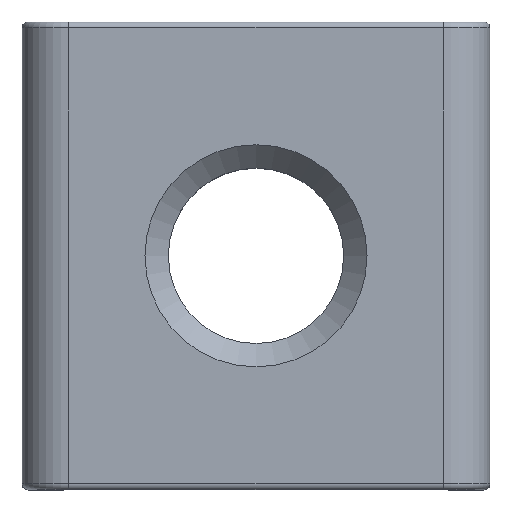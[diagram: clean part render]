
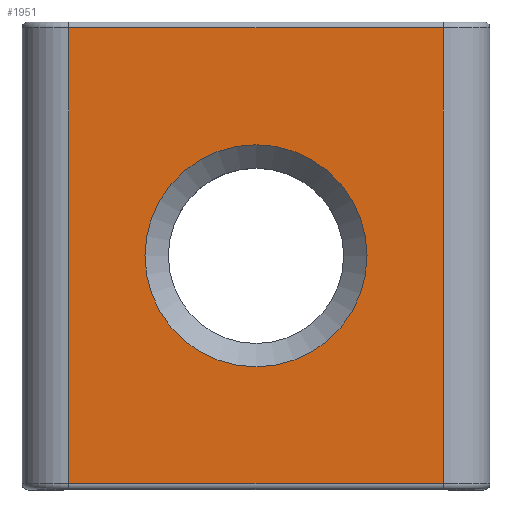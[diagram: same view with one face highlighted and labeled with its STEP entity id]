
A CAD part, top view. The second image highlights one B-rep face of the part: STEP entity #1951.
In plain terms, the highlighted planar face has unit normal (0, 0, 1).
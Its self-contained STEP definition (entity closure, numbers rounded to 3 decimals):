
#44 = CYLINDRICAL_SURFACE('',#45,0.8);
#45 = AXIS2_PLACEMENT_3D('',#46,#47,#48);
#46 = CARTESIAN_POINT('',(3.2,0.,3.4));
#47 = DIRECTION('',(0.,-1.,0.));
#48 = DIRECTION('',(1.,0.,0.));
#651 = VERTEX_POINT('',#652);
#652 = CARTESIAN_POINT('',(3.2,-0.1,4.2));
#677 = EDGE_CURVE('',#651,#678,#680,.T.);
#678 = VERTEX_POINT('',#679);
#679 = CARTESIAN_POINT('',(3.2,-7.9,4.2));
#680 = SURFACE_CURVE('',#681,(#685,#691),.PCURVE_S1.);
#681 = LINE('',#682,#683);
#682 = CARTESIAN_POINT('',(3.2,0.,4.2));
#683 = VECTOR('',#684,1.);
#684 = DIRECTION('',(0.,-1.,0.));
#685 = PCURVE('',#44,#686);
#686 = DEFINITIONAL_REPRESENTATION('',(#687),#690);
#687 = B_SPLINE_CURVE_WITH_KNOTS('',1,(#688,#689),.UNSPECIFIED.,.F.,.F.,
  (2,2),(0.1,7.9),.PIECEWISE_BEZIER_KNOTS.);
#688 = CARTESIAN_POINT('',(1.571,0.1));
#689 = CARTESIAN_POINT('',(1.571,7.9));
#690 = ( GEOMETRIC_REPRESENTATION_CONTEXT(2) 
PARAMETRIC_REPRESENTATION_CONTEXT() REPRESENTATION_CONTEXT('2D SPACE',''
  ) );
#691 = PCURVE('',#692,#697);
#692 = PLANE('',#693);
#693 = AXIS2_PLACEMENT_3D('',#694,#695,#696);
#694 = CARTESIAN_POINT('',(4.,0.,4.2));
#695 = DIRECTION('',(0.,0.,-1.));
#696 = DIRECTION('',(-1.,0.,0.));
#697 = DEFINITIONAL_REPRESENTATION('',(#698),#702);
#698 = LINE('',#699,#700);
#699 = CARTESIAN_POINT('',(0.8,0.));
#700 = VECTOR('',#701,1.);
#701 = DIRECTION('',(0.,-1.));
#702 = ( GEOMETRIC_REPRESENTATION_CONTEXT(2) 
PARAMETRIC_REPRESENTATION_CONTEXT() REPRESENTATION_CONTEXT('2D SPACE',''
  ) );
#1861 = CYLINDRICAL_SURFACE('',#1862,0.1);
#1862 = AXIS2_PLACEMENT_3D('',#1863,#1864,#1865);
#1863 = CARTESIAN_POINT('',(-3.2,-0.1,4.1));
#1864 = DIRECTION('',(1.,0.,0.));
#1865 = DIRECTION('',(0.,0.,1.));
#1916 = CYLINDRICAL_SURFACE('',#1917,0.1);
#1917 = AXIS2_PLACEMENT_3D('',#1918,#1919,#1920);
#1918 = CARTESIAN_POINT('',(3.2,-7.9,4.1));
#1919 = DIRECTION('',(-1.,-0.,0.));
#1920 = DIRECTION('',(0.,0.,1.));
#1951 = ADVANCED_FACE('',(#1952,#2024),#692,.F.);
#1952 = FACE_BOUND('',#1953,.F.);
#1953 = EDGE_LOOP('',(#1954,#1955,#1977,#2004));
#1954 = ORIENTED_EDGE('',*,*,#677,.T.);
#1955 = ORIENTED_EDGE('',*,*,#1956,.T.);
#1956 = EDGE_CURVE('',#678,#1957,#1959,.T.);
#1957 = VERTEX_POINT('',#1958);
#1958 = CARTESIAN_POINT('',(-3.2,-7.9,4.2));
#1959 = SURFACE_CURVE('',#1960,(#1964,#1971),.PCURVE_S1.);
#1960 = LINE('',#1961,#1962);
#1961 = CARTESIAN_POINT('',(3.2,-7.9,4.2));
#1962 = VECTOR('',#1963,1.);
#1963 = DIRECTION('',(-1.,-0.,0.));
#1964 = PCURVE('',#692,#1965);
#1965 = DEFINITIONAL_REPRESENTATION('',(#1966),#1970);
#1966 = LINE('',#1967,#1968);
#1967 = CARTESIAN_POINT('',(0.8,-7.9));
#1968 = VECTOR('',#1969,1.);
#1969 = DIRECTION('',(1.,0.));
#1970 = ( GEOMETRIC_REPRESENTATION_CONTEXT(2) 
PARAMETRIC_REPRESENTATION_CONTEXT() REPRESENTATION_CONTEXT('2D SPACE',''
  ) );
#1971 = PCURVE('',#1916,#1972);
#1972 = DEFINITIONAL_REPRESENTATION('',(#1973),#1976);
#1973 = B_SPLINE_CURVE_WITH_KNOTS('',1,(#1974,#1975),.UNSPECIFIED.,.F.,
  .F.,(2,2),(0.,6.4),.PIECEWISE_BEZIER_KNOTS.);
#1974 = CARTESIAN_POINT('',(0.,0.));
#1975 = CARTESIAN_POINT('',(0.,6.4));
#1976 = ( GEOMETRIC_REPRESENTATION_CONTEXT(2) 
PARAMETRIC_REPRESENTATION_CONTEXT() REPRESENTATION_CONTEXT('2D SPACE',''
  ) );
#1977 = ORIENTED_EDGE('',*,*,#1978,.F.);
#1978 = EDGE_CURVE('',#1979,#1957,#1981,.T.);
#1979 = VERTEX_POINT('',#1980);
#1980 = CARTESIAN_POINT('',(-3.2,-0.1,4.2));
#1981 = SURFACE_CURVE('',#1982,(#1986,#1993),.PCURVE_S1.);
#1982 = LINE('',#1983,#1984);
#1983 = CARTESIAN_POINT('',(-3.2,0.,4.2));
#1984 = VECTOR('',#1985,1.);
#1985 = DIRECTION('',(0.,-1.,0.));
#1986 = PCURVE('',#692,#1987);
#1987 = DEFINITIONAL_REPRESENTATION('',(#1988),#1992);
#1988 = LINE('',#1989,#1990);
#1989 = CARTESIAN_POINT('',(7.2,0.));
#1990 = VECTOR('',#1991,1.);
#1991 = DIRECTION('',(0.,-1.));
#1992 = ( GEOMETRIC_REPRESENTATION_CONTEXT(2) 
PARAMETRIC_REPRESENTATION_CONTEXT() REPRESENTATION_CONTEXT('2D SPACE',''
  ) );
#1993 = PCURVE('',#1994,#1999);
#1994 = CYLINDRICAL_SURFACE('',#1995,0.8);
#1995 = AXIS2_PLACEMENT_3D('',#1996,#1997,#1998);
#1996 = CARTESIAN_POINT('',(-3.2,0.,3.4));
#1997 = DIRECTION('',(0.,-1.,0.));
#1998 = DIRECTION('',(0.,0.,1.));
#1999 = DEFINITIONAL_REPRESENTATION('',(#2000),#2003);
#2000 = B_SPLINE_CURVE_WITH_KNOTS('',1,(#2001,#2002),.UNSPECIFIED.,.F.,
  .F.,(2,2),(0.1,7.9),.PIECEWISE_BEZIER_KNOTS.);
#2001 = CARTESIAN_POINT('',(0.,0.1));
#2002 = CARTESIAN_POINT('',(0.,7.9));
#2003 = ( GEOMETRIC_REPRESENTATION_CONTEXT(2) 
PARAMETRIC_REPRESENTATION_CONTEXT() REPRESENTATION_CONTEXT('2D SPACE',''
  ) );
#2004 = ORIENTED_EDGE('',*,*,#2005,.T.);
#2005 = EDGE_CURVE('',#1979,#651,#2006,.T.);
#2006 = SURFACE_CURVE('',#2007,(#2011,#2018),.PCURVE_S1.);
#2007 = LINE('',#2008,#2009);
#2008 = CARTESIAN_POINT('',(-3.2,-0.1,4.2));
#2009 = VECTOR('',#2010,1.);
#2010 = DIRECTION('',(1.,0.,0.));
#2011 = PCURVE('',#692,#2012);
#2012 = DEFINITIONAL_REPRESENTATION('',(#2013),#2017);
#2013 = LINE('',#2014,#2015);
#2014 = CARTESIAN_POINT('',(7.2,-0.1));
#2015 = VECTOR('',#2016,1.);
#2016 = DIRECTION('',(-1.,0.));
#2017 = ( GEOMETRIC_REPRESENTATION_CONTEXT(2) 
PARAMETRIC_REPRESENTATION_CONTEXT() REPRESENTATION_CONTEXT('2D SPACE',''
  ) );
#2018 = PCURVE('',#1861,#2019);
#2019 = DEFINITIONAL_REPRESENTATION('',(#2020),#2023);
#2020 = B_SPLINE_CURVE_WITH_KNOTS('',1,(#2021,#2022),.UNSPECIFIED.,.F.,
  .F.,(2,2),(0.,6.4),.PIECEWISE_BEZIER_KNOTS.);
#2021 = CARTESIAN_POINT('',(0.,0.));
#2022 = CARTESIAN_POINT('',(0.,6.4));
#2023 = ( GEOMETRIC_REPRESENTATION_CONTEXT(2) 
PARAMETRIC_REPRESENTATION_CONTEXT() REPRESENTATION_CONTEXT('2D SPACE',''
  ) );
#2024 = FACE_BOUND('',#2025,.F.);
#2025 = EDGE_LOOP('',(#2026));
#2026 = ORIENTED_EDGE('',*,*,#2027,.T.);
#2027 = EDGE_CURVE('',#2028,#2028,#2030,.T.);
#2028 = VERTEX_POINT('',#2029);
#2029 = CARTESIAN_POINT('',(-1.9,-4.,4.2));
#2030 = SURFACE_CURVE('',#2031,(#2036,#2047),.PCURVE_S1.);
#2031 = CIRCLE('',#2032,1.9);
#2032 = AXIS2_PLACEMENT_3D('',#2033,#2034,#2035);
#2033 = CARTESIAN_POINT('',(0.,-4.,4.2));
#2034 = DIRECTION('',(0.,0.,1.));
#2035 = DIRECTION('',(-1.,0.,0.));
#2036 = PCURVE('',#692,#2037);
#2037 = DEFINITIONAL_REPRESENTATION('',(#2038),#2046);
#2038 = ( BOUNDED_CURVE() B_SPLINE_CURVE(2,(#2039,#2040,#2041,#2042,
#2043,#2044,#2045),.UNSPECIFIED.,.T.,.F.) B_SPLINE_CURVE_WITH_KNOTS((1,2
    ,2,2,2,1),(-2.094,0.,2.094,4.189,
6.283,8.378),.UNSPECIFIED.) CURVE() 
GEOMETRIC_REPRESENTATION_ITEM() RATIONAL_B_SPLINE_CURVE((1.,0.5,1.,0.5,
1.,0.5,1.)) REPRESENTATION_ITEM('') );
#2039 = CARTESIAN_POINT('',(5.9,-4.));
#2040 = CARTESIAN_POINT('',(5.9,-7.291));
#2041 = CARTESIAN_POINT('',(3.05,-5.645));
#2042 = CARTESIAN_POINT('',(0.2,-4.));
#2043 = CARTESIAN_POINT('',(3.05,-2.355));
#2044 = CARTESIAN_POINT('',(5.9,-0.709));
#2045 = CARTESIAN_POINT('',(5.9,-4.));
#2046 = ( GEOMETRIC_REPRESENTATION_CONTEXT(2) 
PARAMETRIC_REPRESENTATION_CONTEXT() REPRESENTATION_CONTEXT('2D SPACE',''
  ) );
#2047 = PCURVE('',#2048,#2053);
#2048 = CONICAL_SURFACE('',#2049,1.5,0.785);
#2049 = AXIS2_PLACEMENT_3D('',#2050,#2051,#2052);
#2050 = CARTESIAN_POINT('',(0.,-4.,3.8));
#2051 = DIRECTION('',(0.,0.,1.));
#2052 = DIRECTION('',(-1.,0.,0.));
#2053 = DEFINITIONAL_REPRESENTATION('',(#2054),#2057);
#2054 = B_SPLINE_CURVE_WITH_KNOTS('',1,(#2055,#2056),.UNSPECIFIED.,.F.,
  .F.,(2,2),(0.,6.283),.PIECEWISE_BEZIER_KNOTS.);
#2055 = CARTESIAN_POINT('',(0.,0.4));
#2056 = CARTESIAN_POINT('',(6.283,0.4));
#2057 = ( GEOMETRIC_REPRESENTATION_CONTEXT(2) 
PARAMETRIC_REPRESENTATION_CONTEXT() REPRESENTATION_CONTEXT('2D SPACE',''
  ) );
